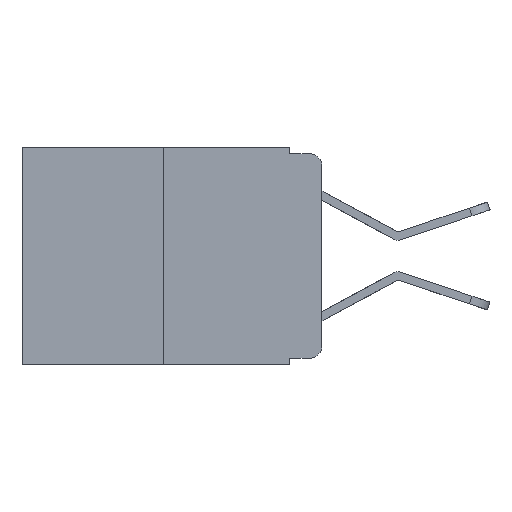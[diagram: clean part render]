
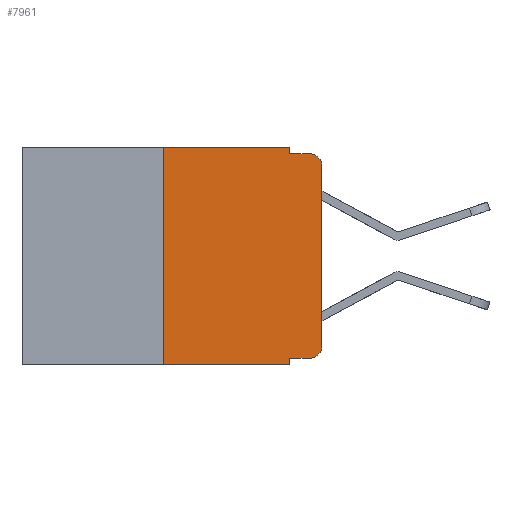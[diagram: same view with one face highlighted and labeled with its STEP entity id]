
A CAD part, left-side view. The second image highlights one B-rep face of the part: STEP entity #7961.
In plain terms, the highlighted planar face has unit normal (-1, 0, 0).
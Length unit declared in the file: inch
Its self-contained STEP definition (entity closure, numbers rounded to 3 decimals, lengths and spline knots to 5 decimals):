
#85 = CARTESIAN_POINT ( 'NONE',  ( 0., 0.473, 0. ) ) ;
#460 = DIRECTION ( 'NONE',  ( -1., 0., 0. ) ) ;
#550 = VECTOR ( 'NONE', #13009, 39.37008 ) ;
#903 = CARTESIAN_POINT ( 'NONE',  ( 0., 0., -0.03 ) ) ;
#1341 = LINE ( 'NONE', #13138, #18533 ) ;
#1377 = VECTOR ( 'NONE', #3060, 39.37008 ) ;
#1532 = VECTOR ( 'NONE', #8434, 39.37008 ) ;
#1708 = CARTESIAN_POINT ( 'NONE',  ( 0., 0.25, 0. ) ) ;
#1919 = CARTESIAN_POINT ( 'NONE',  ( 0., 0.02, -0.01 ) ) ;
#1943 = EDGE_CURVE ( 'NONE', #16863, #15249, #18310, .T. ) ;
#2073 = ORIENTED_EDGE ( 'NONE', *, *, #15366, .T. ) ;
#2113 = LINE ( 'NONE', #13531, #1532 ) ;
#2591 = AXIS2_PLACEMENT_3D ( 'NONE', #18500, #3177, #15167 ) ;
#3060 = DIRECTION ( 'NONE',  ( 0., -1., 0. ) ) ;
#3142 = CARTESIAN_POINT ( 'NONE',  ( 0., 0.02, -0.333 ) ) ;
#3177 = DIRECTION ( 'NONE',  ( 1., 0., 0. ) ) ;
#3269 = EDGE_CURVE ( 'NONE', #20840, #15249, #1341, .T. ) ;
#3272 = LINE ( 'NONE', #20399, #7942 ) ;
#3706 = VERTEX_POINT ( 'NONE', #3142 ) ;
#3878 = EDGE_CURVE ( 'NONE', #20840, #17255, #3272, .T. ) ;
#5544 = ORIENTED_EDGE ( 'NONE', *, *, #21617, .F. ) ;
#6175 = VERTEX_POINT ( 'NONE', #10660 ) ;
#6239 = CARTESIAN_POINT ( 'NONE',  ( 0., 0.02, -0.03 ) ) ;
#7168 = CARTESIAN_POINT ( 'NONE',  ( 0., 0., 0. ) ) ;
#7196 = DIRECTION ( 'NONE',  ( 0., -1., 0. ) ) ;
#7318 = FACE_OUTER_BOUND ( 'NONE', #20027, .T. ) ;
#7498 = ORIENTED_EDGE ( 'NONE', *, *, #3269, .T. ) ;
#7913 = DIRECTION ( 'NONE',  ( 0., -1., 0. ) ) ;
#7942 = VECTOR ( 'NONE', #20098, 39.37008 ) ;
#7961 = ADVANCED_FACE ( 'NONE', ( #7318 ), #20204, .F. ) ;
#7993 = DIRECTION ( 'NONE',  ( 0., 0., -1. ) ) ;
#8161 = EDGE_CURVE ( 'NONE', #13111, #18168, #16561, .T. ) ;
#8279 = ORIENTED_EDGE ( 'NONE', *, *, #8161, .T. ) ;
#8434 = DIRECTION ( 'NONE',  ( 0., 0., -1. ) ) ;
#9068 = CIRCLE ( 'NONE', #16109, 0.02 ) ;
#10025 = CARTESIAN_POINT ( 'NONE',  ( 0., 0.25, -0.343 ) ) ;
#10211 = CARTESIAN_POINT ( 'NONE',  ( 0., 0., -0.313 ) ) ;
#10479 = CARTESIAN_POINT ( 'NONE',  ( 0., 0.051, -0.01 ) ) ;
#10559 = VECTOR ( 'NONE', #7196, 39.37008 ) ;
#10658 = VERTEX_POINT ( 'NONE', #10479 ) ;
#10660 = CARTESIAN_POINT ( 'NONE',  ( 0., 0.051, 0. ) ) ;
#10798 = AXIS2_PLACEMENT_3D ( 'NONE', #6239, #18126, #7993 ) ;
#10871 = CARTESIAN_POINT ( 'NONE',  ( 0., 0.02, -0.313 ) ) ;
#12578 = DIRECTION ( 'NONE',  ( 0., 0., -1. ) ) ;
#12712 = CARTESIAN_POINT ( 'NONE',  ( 0., 0.051, -0.343 ) ) ;
#12736 = VECTOR ( 'NONE', #7913, 39.37008 ) ;
#12839 = ORIENTED_EDGE ( 'NONE', *, *, #20009, .T. ) ;
#13009 = DIRECTION ( 'NONE',  ( 0., 0., -1. ) ) ;
#13014 = DIRECTION ( 'NONE',  ( 0., -1., 0. ) ) ;
#13088 = EDGE_CURVE ( 'NONE', #6175, #10658, #2113, .T. ) ;
#13111 = VERTEX_POINT ( 'NONE', #10211 ) ;
#13138 = CARTESIAN_POINT ( 'NONE',  ( 0., 0.473, -0.343 ) ) ;
#13531 = CARTESIAN_POINT ( 'NONE',  ( 0., 0.051, 0. ) ) ;
#14652 = ORIENTED_EDGE ( 'NONE', *, *, #1943, .F. ) ;
#15044 = CARTESIAN_POINT ( 'NONE',  ( 0., 0.051, -0.01 ) ) ;
#15055 = LINE ( 'NONE', #85, #10559 ) ;
#15125 = LINE ( 'NONE', #15044, #1377 ) ;
#15167 = DIRECTION ( 'NONE',  ( 0., 0., -1. ) ) ;
#15249 = VERTEX_POINT ( 'NONE', #12712 ) ;
#15366 = EDGE_CURVE ( 'NONE', #18168, #18685, #20983, .T. ) ;
#15606 = DIRECTION ( 'NONE',  ( 0., 0., 1. ) ) ;
#16109 = AXIS2_PLACEMENT_3D ( 'NONE', #10871, #460, #12578 ) ;
#16470 = EDGE_CURVE ( 'NONE', #10658, #18685, #15125, .T. ) ;
#16561 = LINE ( 'NONE', #7168, #21049 ) ;
#16707 = CARTESIAN_POINT ( 'NONE',  ( 0., 0.051, 0. ) ) ;
#16863 = VERTEX_POINT ( 'NONE', #19643 ) ;
#17255 = VERTEX_POINT ( 'NONE', #1708 ) ;
#17807 = ORIENTED_EDGE ( 'NONE', *, *, #3878, .F. ) ;
#18126 = DIRECTION ( 'NONE',  ( -1., 0., 0. ) ) ;
#18168 = VERTEX_POINT ( 'NONE', #903 ) ;
#18310 = LINE ( 'NONE', #16707, #550 ) ;
#18500 = CARTESIAN_POINT ( 'NONE',  ( 0., 0.473, 0. ) ) ;
#18533 = VECTOR ( 'NONE', #13014, 39.37008 ) ;
#18541 = ORIENTED_EDGE ( 'NONE', *, *, #13088, .F. ) ;
#18685 = VERTEX_POINT ( 'NONE', #1919 ) ;
#19643 = CARTESIAN_POINT ( 'NONE',  ( 0., 0.051, -0.333 ) ) ;
#19747 = CARTESIAN_POINT ( 'NONE',  ( 0., 0.051, -0.333 ) ) ;
#19949 = ORIENTED_EDGE ( 'NONE', *, *, #20721, .T. ) ;
#20009 = EDGE_CURVE ( 'NONE', #3706, #13111, #9068, .T. ) ;
#20020 = ORIENTED_EDGE ( 'NONE', *, *, #16470, .F. ) ;
#20027 = EDGE_LOOP ( 'NONE', ( #8279, #2073, #20020, #18541, #5544, #17807, #7498, #14652, #19949, #12839 ) ) ;
#20098 = DIRECTION ( 'NONE',  ( 0., 0., 1. ) ) ;
#20204 = PLANE ( 'NONE',  #2591 ) ;
#20399 = CARTESIAN_POINT ( 'NONE',  ( 0., 0.25, 0. ) ) ;
#20721 = EDGE_CURVE ( 'NONE', #16863, #3706, #21651, .T. ) ;
#20840 = VERTEX_POINT ( 'NONE', #10025 ) ;
#20983 = CIRCLE ( 'NONE', #10798, 0.02 ) ;
#21049 = VECTOR ( 'NONE', #15606, 39.37008 ) ;
#21617 = EDGE_CURVE ( 'NONE', #17255, #6175, #15055, .T. ) ;
#21651 = LINE ( 'NONE', #19747, #12736 ) ;
